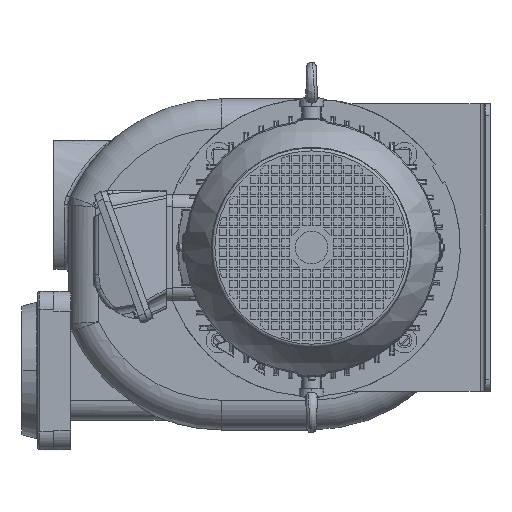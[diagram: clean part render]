
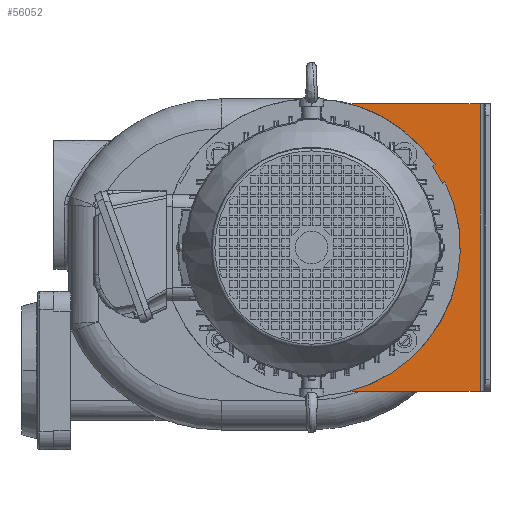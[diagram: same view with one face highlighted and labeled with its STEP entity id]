
A CAD part, left-side view. The second image highlights one B-rep face of the part: STEP entity #56052.
In plain terms, the highlighted planar face has unit normal (-1, 0, 0).
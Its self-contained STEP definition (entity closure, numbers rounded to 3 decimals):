
#269=DIRECTION('',(0.,0.866,-0.5));
#270=VECTOR('',#269,2.666);
#271=CARTESIAN_POINT('',(0.,-134.615,66.173));
#272=LINE('',#271,#270);
#273=DIRECTION('',(0.,0.5,0.866));
#274=VECTOR('',#273,20.);
#275=CARTESIAN_POINT('',(0.,-132.306,64.84));
#276=LINE('',#275,#274);
#277=DIRECTION('',(0.,-0.866,0.5));
#278=VECTOR('',#277,2.666);
#279=CARTESIAN_POINT('',(0.,-122.306,82.16));
#280=LINE('',#279,#278);
#281=CARTESIAN_POINT('',(0.,0.,0.));
#282=DIRECTION('',(-1.,0.,0.));
#283=DIRECTION('',(0.,-0.831,0.557));
#284=AXIS2_PLACEMENT_3D('',#281,#282,#283);
#286=DIRECTION('',(0.,1.,0.));
#287=VECTOR('',#286,129.073);
#288=CARTESIAN_POINT('',(0.,-170.,145.));
#289=LINE('',#288,#287);
#290=DIRECTION('',(0.,-1.,0.));
#291=VECTOR('',#290,129.073);
#292=CARTESIAN_POINT('',(0.,-40.927,-145.));
#293=LINE('',#292,#291);
#294=CARTESIAN_POINT('',(0.,0.,0.));
#295=DIRECTION('',(-1.,0.,0.));
#296=DIRECTION('',(0.,-0.241,-0.971));
#297=AXIS2_PLACEMENT_3D('',#294,#295,#296);
#307=CARTESIAN_POINT('',(0.,-40.927,165.));
#308=DIRECTION('',(1.,0.,0.));
#309=DIRECTION('',(0.,0.,-1.));
#310=AXIS2_PLACEMENT_3D('',#307,#308,#309);
#366=CARTESIAN_POINT('',(0.,-40.927,-165.));
#367=DIRECTION('',(1.,0.,0.));
#368=DIRECTION('',(0.,0.241,0.971));
#369=AXIS2_PLACEMENT_3D('',#366,#367,#368);
#535=DIRECTION('',(0.,0.,-1.));
#536=VECTOR('',#535,290.);
#537=CARTESIAN_POINT('',(0.,-170.,145.));
#538=LINE('',#537,#536);
#47268=CARTESIAN_POINT('',(0.,-40.927,-145.));
#47269=CARTESIAN_POINT('',(0.,-170.,-145.));
#47270=VERTEX_POINT('',#47268);
#47271=VERTEX_POINT('',#47269);
#47276=CARTESIAN_POINT('',(0.,-170.,145.));
#47277=CARTESIAN_POINT('',(0.,-40.927,145.));
#47278=VERTEX_POINT('',#47276);
#47279=VERTEX_POINT('',#47277);
#55505=CARTESIAN_POINT('',(0.,-134.615,66.173));
#55506=CARTESIAN_POINT('',(0.,-132.306,64.84));
#55507=VERTEX_POINT('',#55505);
#55508=VERTEX_POINT('',#55506);
#55511=CARTESIAN_POINT('',(0.,-122.306,82.16));
#55512=VERTEX_POINT('',#55511);
#55523=CARTESIAN_POINT('',(0.,-124.615,83.493));
#55524=VERTEX_POINT('',#55523);
#55527=CARTESIAN_POINT('',(0.,-36.112,-145.588));
#55528=VERTEX_POINT('',#55527);
#55529=CARTESIAN_POINT('',(0.,-36.112,
145.588));
#55530=VERTEX_POINT('',#55529);
#56028=CARTESIAN_POINT('',(0.,0.,0.));
#56029=DIRECTION('',(-1.,0.,0.));
#56030=DIRECTION('',(0.,0.,1.));
#56031=AXIS2_PLACEMENT_3D('',#56028,#56029,#56030);
#56032=PLANE('',#56031);
#56034=ORIENTED_EDGE('',*,*,#56033,.T.);
#56036=ORIENTED_EDGE('',*,*,#56035,.T.);
#56037=ORIENTED_EDGE('',*,*,#56019,.T.);
#56038=ORIENTED_EDGE('',*,*,#55817,.T.);
#56040=ORIENTED_EDGE('',*,*,#56039,.F.);
#56042=ORIENTED_EDGE('',*,*,#56041,.F.);
#56044=ORIENTED_EDGE('',*,*,#56043,.T.);
#56046=ORIENTED_EDGE('',*,*,#56045,.F.);
#56048=ORIENTED_EDGE('',*,*,#56047,.F.);
#56049=ORIENTED_EDGE('',*,*,#55809,.T.);
#56050=EDGE_LOOP('',(#56034,#56036,#56037,#56038,#56040,#56042,#56044,#56046,
#56048,#56049));
#56051=FACE_OUTER_BOUND('',#56050,.F.);
#56052=ADVANCED_FACE('',(#56051),#56032,.T.);
#285=CIRCLE('',#284,150.);
#298=CIRCLE('',#297,150.);
#311=CIRCLE('',#310,20.);
#370=CIRCLE('',#369,20.);
#55809=EDGE_CURVE('',#55528,#55507,#298,.T.);
#55817=EDGE_CURVE('',#55524,#55530,#285,.T.);
#56019=EDGE_CURVE('',#55512,#55524,#280,.T.);
#56033=EDGE_CURVE('',#55507,#55508,#272,.T.);
#56035=EDGE_CURVE('',#55508,#55512,#276,.T.);
#56039=EDGE_CURVE('',#47279,#55530,#311,.T.);
#56041=EDGE_CURVE('',#47278,#47279,#289,.T.);
#56043=EDGE_CURVE('',#47278,#47271,#538,.T.);
#56045=EDGE_CURVE('',#47270,#47271,#293,.T.);
#56047=EDGE_CURVE('',#55528,#47270,#370,.T.);
